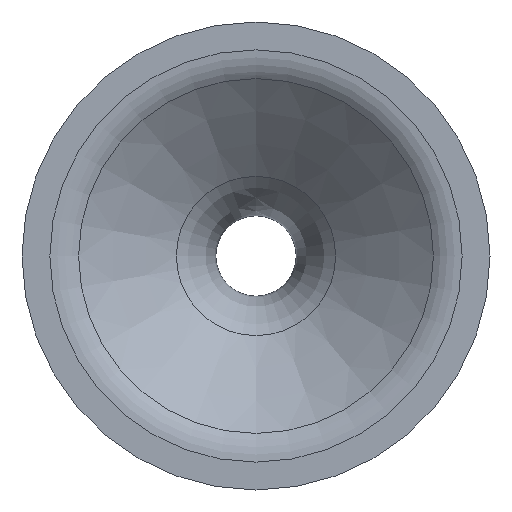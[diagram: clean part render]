
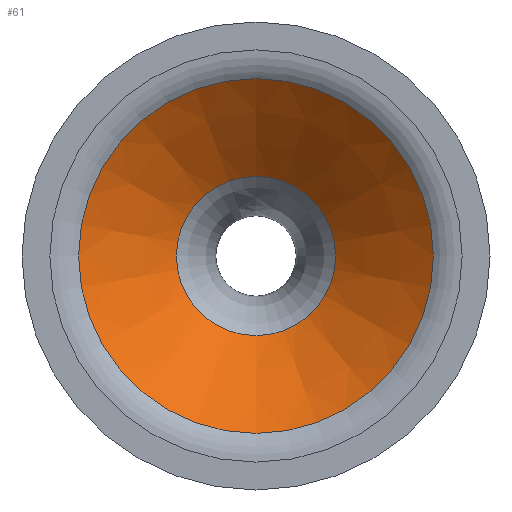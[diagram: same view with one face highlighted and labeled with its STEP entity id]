
A CAD part, left-side view. The second image highlights one B-rep face of the part: STEP entity #61.
In plain terms, the highlighted conical face has half-angle 49.786 degrees and reference radius 3.572 mm.
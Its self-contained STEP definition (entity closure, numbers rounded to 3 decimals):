
#61 = ADVANCED_FACE( '', ( #128, #129 ), #130, .F. );
#128 = FACE_OUTER_BOUND( '', #187, .T. );
#129 = FACE_BOUND( '', #188, .T. );
#130 = CONICAL_SURFACE( '', #189, 3.572, 0.869 );
#187 = EDGE_LOOP( '', ( #264 ) );
#188 = EDGE_LOOP( '', ( #265 ) );
#189 = AXIS2_PLACEMENT_3D( '', #266, #267, #268 );
#264 = ORIENTED_EDGE( '', *, *, #288, .T. );
#265 = ORIENTED_EDGE( '', *, *, #280, .F. );
#266 = CARTESIAN_POINT( '', ( 4.182, 0., 0. ) );
#267 = DIRECTION( '', ( -1., 0., 0. ) );
#268 = DIRECTION( '', ( 0., 0., 1. ) );
#280 = EDGE_CURVE( '', #312, #312, #313, .T. );
#288 = EDGE_CURVE( '', #325, #325, #326, .T. );
#312 = VERTEX_POINT( '', #351 );
#313 = CIRCLE( '', #352, 3.572 );
#325 = VERTEX_POINT( '', #364 );
#326 = CIRCLE( '', #365, 7.959 );
#351 = CARTESIAN_POINT( '', ( 4.182, 0., 3.572 ) );
#352 = AXIS2_PLACEMENT_3D( '', #391, #392, #393 );
#364 = CARTESIAN_POINT( '', ( 0.473, 0., 7.959 ) );
#365 = AXIS2_PLACEMENT_3D( '', #406, #407, #408 );
#391 = CARTESIAN_POINT( '', ( 4.182, 0., 0. ) );
#392 = DIRECTION( '', ( -1., 0., 0. ) );
#393 = DIRECTION( '', ( 0., 0., 1. ) );
#406 = CARTESIAN_POINT( '', ( 0.473, 0., 0. ) );
#407 = DIRECTION( '', ( -1., 0., 0. ) );
#408 = DIRECTION( '', ( 0., 0., 1. ) );
